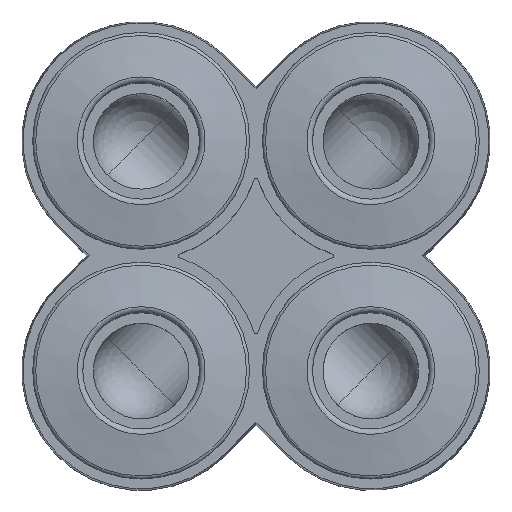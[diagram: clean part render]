
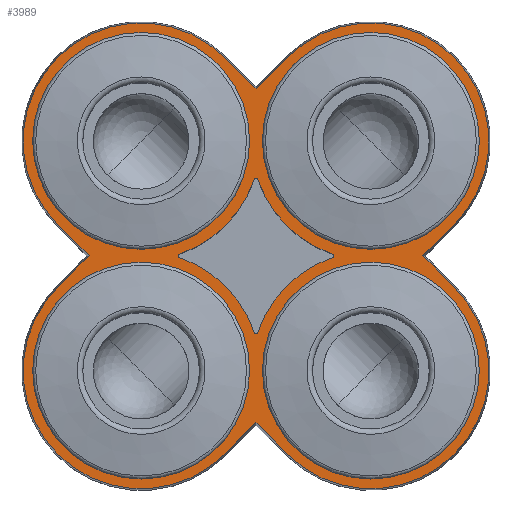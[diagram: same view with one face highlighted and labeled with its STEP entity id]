
A CAD part, top view. The second image highlights one B-rep face of the part: STEP entity #3989.
In plain terms, the highlighted planar face has unit normal (0, 0, 1).
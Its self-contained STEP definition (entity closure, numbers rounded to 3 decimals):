
#160=LINE('',#5469,#280);
#161=LINE('',#5471,#281);
#162=LINE('',#5475,#282);
#163=LINE('',#5477,#283);
#164=LINE('',#5481,#284);
#165=LINE('',#5483,#285);
#166=LINE('',#5487,#286);
#167=LINE('',#5489,#287);
#280=VECTOR('',#4625,1000.);
#281=VECTOR('',#4626,1000.);
#282=VECTOR('',#4629,1000.);
#283=VECTOR('',#4630,1000.);
#284=VECTOR('',#4633,1000.);
#285=VECTOR('',#4634,1000.);
#286=VECTOR('',#4637,1000.);
#287=VECTOR('',#4638,1000.);
#400=PLANE('',#4215);
#516=ORIENTED_EDGE('',*,*,#1226,.F.);
#517=ORIENTED_EDGE('',*,*,#1227,.F.);
#518=ORIENTED_EDGE('',*,*,#1228,.T.);
#519=ORIENTED_EDGE('',*,*,#1229,.F.);
#520=ORIENTED_EDGE('',*,*,#1230,.F.);
#521=ORIENTED_EDGE('',*,*,#1231,.F.);
#522=ORIENTED_EDGE('',*,*,#1232,.F.);
#523=ORIENTED_EDGE('',*,*,#1233,.T.);
#524=ORIENTED_EDGE('',*,*,#1234,.F.);
#525=ORIENTED_EDGE('',*,*,#1235,.F.);
#526=ORIENTED_EDGE('',*,*,#1236,.T.);
#527=ORIENTED_EDGE('',*,*,#1237,.T.);
#528=ORIENTED_EDGE('',*,*,#1238,.T.);
#529=ORIENTED_EDGE('',*,*,#1239,.T.);
#530=ORIENTED_EDGE('',*,*,#1240,.T.);
#531=ORIENTED_EDGE('',*,*,#1241,.T.);
#532=ORIENTED_EDGE('',*,*,#1242,.F.);
#533=ORIENTED_EDGE('',*,*,#1243,.T.);
#534=ORIENTED_EDGE('',*,*,#1244,.F.);
#535=ORIENTED_EDGE('',*,*,#1245,.T.);
#536=ORIENTED_EDGE('',*,*,#1246,.F.);
#537=ORIENTED_EDGE('',*,*,#1247,.T.);
#538=ORIENTED_EDGE('',*,*,#1248,.F.);
#539=ORIENTED_EDGE('',*,*,#1249,.T.);
#1226=EDGE_CURVE('',#1580,#1581,#1821,.T.);
#1227=EDGE_CURVE('',#1582,#1580,#160,.T.);
#1228=EDGE_CURVE('',#1582,#1583,#161,.T.);
#1229=EDGE_CURVE('',#1584,#1583,#1822,.T.);
#1230=EDGE_CURVE('',#1585,#1584,#162,.T.);
#1231=EDGE_CURVE('',#1586,#1585,#163,.T.);
#1232=EDGE_CURVE('',#1587,#1586,#1823,.T.);
#1233=EDGE_CURVE('',#1587,#1588,#164,.T.);
#1234=EDGE_CURVE('',#1589,#1588,#165,.T.);
#1235=EDGE_CURVE('',#1590,#1589,#1824,.T.);
#1236=EDGE_CURVE('',#1590,#1591,#166,.T.);
#1237=EDGE_CURVE('',#1591,#1581,#167,.T.);
#1238=EDGE_CURVE('',#1592,#1592,#1825,.T.);
#1239=EDGE_CURVE('',#1593,#1593,#1826,.T.);
#1240=EDGE_CURVE('',#1594,#1594,#1827,.T.);
#1241=EDGE_CURVE('',#1595,#1595,#1828,.T.);
#1242=EDGE_CURVE('',#1596,#1597,#1829,.F.);
#1243=EDGE_CURVE('',#1596,#1598,#1830,.F.);
#1244=EDGE_CURVE('',#1599,#1598,#1831,.F.);
#1245=EDGE_CURVE('',#1599,#1600,#1832,.F.);
#1246=EDGE_CURVE('',#1601,#1600,#1833,.F.);
#1247=EDGE_CURVE('',#1601,#1602,#1834,.F.);
#1248=EDGE_CURVE('',#1603,#1602,#1835,.F.);
#1249=EDGE_CURVE('',#1603,#1597,#1836,.F.);
#1580=VERTEX_POINT('',#5467);
#1581=VERTEX_POINT('',#5468);
#1582=VERTEX_POINT('',#5470);
#1583=VERTEX_POINT('',#5472);
#1584=VERTEX_POINT('',#5474);
#1585=VERTEX_POINT('',#5476);
#1586=VERTEX_POINT('',#5478);
#1587=VERTEX_POINT('',#5480);
#1588=VERTEX_POINT('',#5482);
#1589=VERTEX_POINT('',#5484);
#1590=VERTEX_POINT('',#5486);
#1591=VERTEX_POINT('',#5488);
#1592=VERTEX_POINT('',#5491);
#1593=VERTEX_POINT('',#5493);
#1594=VERTEX_POINT('',#5495);
#1595=VERTEX_POINT('',#5497);
#1596=VERTEX_POINT('',#5499);
#1597=VERTEX_POINT('',#5500);
#1598=VERTEX_POINT('',#5502);
#1599=VERTEX_POINT('',#5504);
#1600=VERTEX_POINT('',#5506);
#1601=VERTEX_POINT('',#5508);
#1602=VERTEX_POINT('',#5510);
#1603=VERTEX_POINT('',#5512);
#1821=CIRCLE('',#4216,6.421);
#1822=CIRCLE('',#4217,6.421);
#1823=CIRCLE('',#4218,6.421);
#1824=CIRCLE('',#4219,6.421);
#1825=CIRCLE('',#4220,5.65);
#1826=CIRCLE('',#4221,5.65);
#1827=CIRCLE('',#4222,5.65);
#1828=CIRCLE('',#4223,5.65);
#1829=CIRCLE('',#4224,0.1);
#1830=CIRCLE('',#4225,6.5);
#1831=CIRCLE('',#4226,0.1);
#1832=CIRCLE('',#4227,6.5);
#1833=CIRCLE('',#4228,0.1);
#1834=CIRCLE('',#4229,6.5);
#1835=CIRCLE('',#4230,0.1);
#1836=CIRCLE('',#4231,6.5);
#1984=EDGE_LOOP('',(#516,#517,#518,#519,#520,#521,#522,#523,#524,#525,#526,
#527));
#1985=EDGE_LOOP('',(#528));
#1986=EDGE_LOOP('',(#529));
#1987=EDGE_LOOP('',(#530));
#1988=EDGE_LOOP('',(#531));
#1989=EDGE_LOOP('',(#532,#533,#534,#535,#536,#537,#538,#539));
#2269=FACE_BOUND('',#1984,.T.);
#2270=FACE_BOUND('',#1985,.T.);
#2271=FACE_BOUND('',#1986,.T.);
#2272=FACE_BOUND('',#1987,.T.);
#2273=FACE_BOUND('',#1988,.T.);
#2274=FACE_BOUND('',#1989,.T.);
#3989=ADVANCED_FACE('',(#2269,#2270,#2271,#2272,#2273,#2274),#400,.F.);
#4215=AXIS2_PLACEMENT_3D('',#5465,#4621,#4622);
#4216=AXIS2_PLACEMENT_3D('',#5466,#4623,#4624);
#4217=AXIS2_PLACEMENT_3D('',#5473,#4627,#4628);
#4218=AXIS2_PLACEMENT_3D('',#5479,#4631,#4632);
#4219=AXIS2_PLACEMENT_3D('',#5485,#4635,#4636);
#4220=AXIS2_PLACEMENT_3D('',#5490,#4639,#4640);
#4221=AXIS2_PLACEMENT_3D('',#5492,#4641,#4642);
#4222=AXIS2_PLACEMENT_3D('',#5494,#4643,#4644);
#4223=AXIS2_PLACEMENT_3D('',#5496,#4645,#4646);
#4224=AXIS2_PLACEMENT_3D('',#5498,#4647,#4648);
#4225=AXIS2_PLACEMENT_3D('',#5501,#4649,#4650);
#4226=AXIS2_PLACEMENT_3D('',#5503,#4651,#4652);
#4227=AXIS2_PLACEMENT_3D('',#5505,#4653,#4654);
#4228=AXIS2_PLACEMENT_3D('',#5507,#4655,#4656);
#4229=AXIS2_PLACEMENT_3D('',#5509,#4657,#4658);
#4230=AXIS2_PLACEMENT_3D('',#5511,#4659,#4660);
#4231=AXIS2_PLACEMENT_3D('',#5513,#4661,#4662);
#4621=DIRECTION('',(0.,0.,-1.));
#4622=DIRECTION('',(-1.,0.,0.));
#4623=DIRECTION('',(0.,0.,-1.));
#4624=DIRECTION('',(-1.,0.,0.));
#4625=DIRECTION('',(-0.707,0.707,0.));
#4626=DIRECTION('',(-0.707,-0.707,0.));
#4627=DIRECTION('',(0.,0.,-1.));
#4628=DIRECTION('',(0.,1.,0.));
#4629=DIRECTION('',(-0.707,-0.707,0.));
#4630=DIRECTION('',(-0.707,0.707,0.));
#4631=DIRECTION('',(0.,0.,-1.));
#4632=DIRECTION('',(0.,1.,0.));
#4633=DIRECTION('',(-0.707,0.707,0.));
#4634=DIRECTION('',(-0.707,-0.707,0.));
#4635=DIRECTION('',(0.,0.,-1.));
#4636=DIRECTION('',(-1.,0.,0.));
#4637=DIRECTION('',(-0.707,-0.707,0.));
#4638=DIRECTION('',(-0.707,0.707,0.));
#4639=DIRECTION('',(0.,0.,-1.));
#4640=DIRECTION('',(-1.,0.,0.));
#4641=DIRECTION('',(0.,0.,-1.));
#4642=DIRECTION('',(-1.,0.,0.));
#4643=DIRECTION('',(0.,0.,-1.));
#4644=DIRECTION('',(0.,1.,0.));
#4645=DIRECTION('',(0.,0.,-1.));
#4646=DIRECTION('',(0.,1.,0.));
#4647=DIRECTION('',(0.,0.,-1.));
#4648=DIRECTION('',(-1.,0.,0.));
#4649=DIRECTION('',(0.,0.,-1.));
#4650=DIRECTION('',(-1.,0.,0.));
#4651=DIRECTION('',(0.,0.,-1.));
#4652=DIRECTION('',(-1.,0.,0.));
#4653=DIRECTION('',(0.,0.,-1.));
#4654=DIRECTION('',(-1.,0.,0.));
#4655=DIRECTION('',(0.,0.,-1.));
#4656=DIRECTION('',(-1.,0.,0.));
#4657=DIRECTION('',(0.,0.,-1.));
#4658=DIRECTION('',(-1.,0.,0.));
#4659=DIRECTION('',(0.,0.,-1.));
#4660=DIRECTION('',(-1.,0.,0.));
#4661=DIRECTION('',(0.,0.,-1.));
#4662=DIRECTION('',(-1.,0.,0.));
#5465=CARTESIAN_POINT('',(6.25,11.9,34.45));
#5466=CARTESIAN_POINT('',(-6.25,6.25,34.45));
#5467=CARTESIAN_POINT('',(-10.791,1.709,34.45));
#5468=CARTESIAN_POINT('',(-1.709,10.791,34.45));
#5469=CARTESIAN_POINT('',(1.709,-10.791,34.45));
#5470=CARTESIAN_POINT('',(-9.081,0.,34.45));
#5471=CARTESIAN_POINT('',(1.709,10.791,34.45));
#5472=CARTESIAN_POINT('',(-10.791,-1.709,34.45));
#5473=CARTESIAN_POINT('',(-6.25,-6.25,34.45));
#5474=CARTESIAN_POINT('',(-1.709,-10.791,34.45));
#5475=CARTESIAN_POINT('',(10.791,1.709,34.45));
#5476=CARTESIAN_POINT('',(0.,-9.081,34.45));
#5477=CARTESIAN_POINT('',(1.709,-10.791,34.45));
#5478=CARTESIAN_POINT('',(1.709,-10.791,34.45));
#5479=CARTESIAN_POINT('',(6.25,-6.25,34.45));
#5480=CARTESIAN_POINT('',(10.791,-1.709,34.45));
#5481=CARTESIAN_POINT('',(10.791,-1.709,34.45));
#5482=CARTESIAN_POINT('',(9.081,0.,34.45));
#5483=CARTESIAN_POINT('',(10.791,1.709,34.45));
#5484=CARTESIAN_POINT('',(10.791,1.709,34.45));
#5485=CARTESIAN_POINT('',(6.25,6.25,34.45));
#5486=CARTESIAN_POINT('',(1.709,10.791,34.45));
#5487=CARTESIAN_POINT('',(1.709,10.791,34.45));
#5488=CARTESIAN_POINT('',(0.,9.081,34.45));
#5489=CARTESIAN_POINT('',(10.791,-1.709,34.45));
#5490=CARTESIAN_POINT('',(-6.25,6.25,34.45));
#5491=CARTESIAN_POINT('',(-11.9,6.25,34.45));
#5492=CARTESIAN_POINT('',(6.25,6.25,34.45));
#5493=CARTESIAN_POINT('',(0.6,6.25,34.45));
#5494=CARTESIAN_POINT('',(-6.25,-6.25,34.45));
#5495=CARTESIAN_POINT('',(-6.25,-0.6,34.45));
#5496=CARTESIAN_POINT('',(6.25,-6.25,34.45));
#5497=CARTESIAN_POINT('',(6.25,-0.6,34.45));
#5498=CARTESIAN_POINT('',(-4.129,0.,34.45));
#5499=CARTESIAN_POINT('',(-4.161,0.095,34.45));
#5500=CARTESIAN_POINT('',(-4.161,-0.095,34.45));
#5501=CARTESIAN_POINT('',(-6.25,6.25,34.45));
#5502=CARTESIAN_POINT('',(-0.095,4.161,34.45));
#5503=CARTESIAN_POINT('',(0.,4.129,34.45));
#5504=CARTESIAN_POINT('',(0.095,4.161,34.45));
#5505=CARTESIAN_POINT('',(6.25,6.25,34.45));
#5506=CARTESIAN_POINT('',(4.161,0.095,34.45));
#5507=CARTESIAN_POINT('',(4.129,0.,34.45));
#5508=CARTESIAN_POINT('',(4.161,-0.095,34.45));
#5509=CARTESIAN_POINT('',(6.25,-6.25,34.45));
#5510=CARTESIAN_POINT('',(0.095,-4.161,34.45));
#5511=CARTESIAN_POINT('',(0.,-4.129,34.45));
#5512=CARTESIAN_POINT('',(-0.095,-4.161,34.45));
#5513=CARTESIAN_POINT('',(-6.25,-6.25,34.45));
